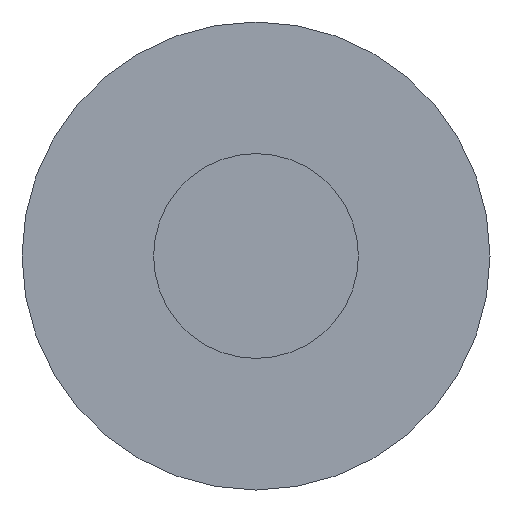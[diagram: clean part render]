
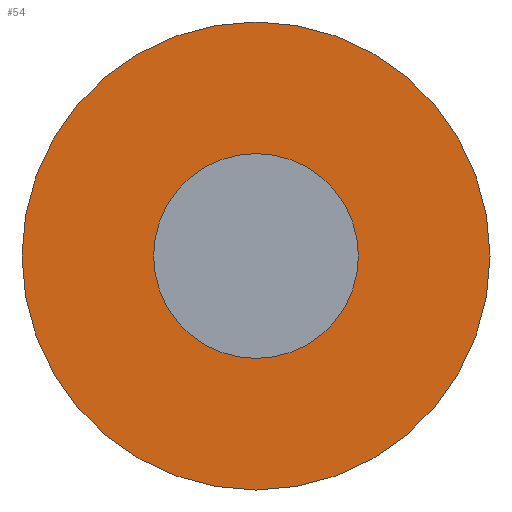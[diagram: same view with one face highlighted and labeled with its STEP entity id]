
A CAD part, front view. The second image highlights one B-rep face of the part: STEP entity #54.
In plain terms, the highlighted planar face has unit normal (0, -1, 0).
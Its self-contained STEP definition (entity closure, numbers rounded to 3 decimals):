
#54=ADVANCED_FACE('',(#105,#106),#107,.T.);
#105=FACE_BOUND('',#160,.T.);
#106=FACE_OUTER_BOUND('',#161,.T.);
#107=PLANE('',#162);
#160=EDGE_LOOP('',(#223,#224));
#161=EDGE_LOOP('',(#225,#226));
#162=AXIS2_PLACEMENT_3D('',#227,#228,#229);
#223=ORIENTED_EDGE('',*,*,#301,.T.);
#224=ORIENTED_EDGE('',*,*,#299,.T.);
#225=ORIENTED_EDGE('',*,*,#305,.T.);
#226=ORIENTED_EDGE('',*,*,#292,.T.);
#227=CARTESIAN_POINT('',(0.0,0.0,0.0));
#228=DIRECTION('',(0.0,-1.0,0.0));
#229=DIRECTION('',(-1.0,0.0,0.0));
#292=EDGE_CURVE('',#331,#328,#332,.T.);
#299=EDGE_CURVE('',#338,#342,#344,.T.);
#301=EDGE_CURVE('',#342,#338,#346,.T.);
#305=EDGE_CURVE('',#328,#331,#350,.T.);
#328=VERTEX_POINT('',#381);
#331=VERTEX_POINT('',#385);
#332=CIRCLE('',#386,8.0);
#338=VERTEX_POINT('',#393);
#342=VERTEX_POINT('',#398);
#344=CIRCLE('',#401,3.5);
#346=CIRCLE('',#403,3.5);
#350=CIRCLE('',#407,8.0);
#381=CARTESIAN_POINT('',(8.0,0.0,0.0));
#385=CARTESIAN_POINT('',(-8.0,0.0,0.));
#386=AXIS2_PLACEMENT_3D('',#442,#443,#444);
#393=CARTESIAN_POINT('',(3.5,0.0,0.));
#398=CARTESIAN_POINT('',(-3.5,0.0,0.));
#401=AXIS2_PLACEMENT_3D('',#454,#455,#456);
#403=AXIS2_PLACEMENT_3D('',#457,#458,#459);
#407=AXIS2_PLACEMENT_3D('',#466,#467,#468);
#442=CARTESIAN_POINT('',(0.0,0.0,0.0));
#443=DIRECTION('',(0.0,-1.0,0.0));
#444=DIRECTION('',(1.0,0.0,0.0));
#454=CARTESIAN_POINT('',(0.0,0.0,0.0));
#455=DIRECTION('',(-0.0,1.0,0.0));
#456=DIRECTION('',(1.0,0.0,0.0));
#457=CARTESIAN_POINT('',(0.0,0.0,0.0));
#458=DIRECTION('',(-0.0,1.0,0.0));
#459=DIRECTION('',(1.0,0.0,0.0));
#466=CARTESIAN_POINT('',(0.0,0.0,0.0));
#467=DIRECTION('',(0.0,-1.0,0.0));
#468=DIRECTION('',(1.0,0.0,0.0));
